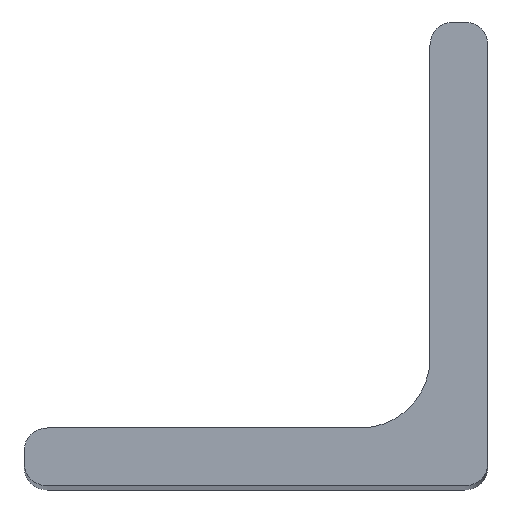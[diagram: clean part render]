
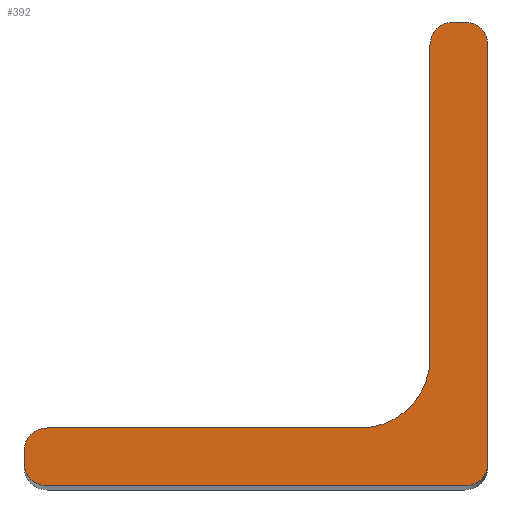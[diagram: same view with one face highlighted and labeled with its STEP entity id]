
A CAD part, top view. The second image highlights one B-rep face of the part: STEP entity #392.
In plain terms, the highlighted planar face has unit normal (0, 0, 1).
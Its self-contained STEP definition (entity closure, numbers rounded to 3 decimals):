
#84=CIRCLE('',#428,2.);
#85=CIRCLE('',#429,2.);
#86=CIRCLE('',#430,2.);
#87=CIRCLE('',#431,6.);
#88=CIRCLE('',#432,2.);
#89=CIRCLE('',#433,2.);
#128=ORIENTED_EDGE('',*,*,#194,.F.);
#129=ORIENTED_EDGE('',*,*,#224,.T.);
#130=ORIENTED_EDGE('',*,*,#220,.F.);
#131=ORIENTED_EDGE('',*,*,#225,.T.);
#132=ORIENTED_EDGE('',*,*,#212,.F.);
#133=ORIENTED_EDGE('',*,*,#226,.T.);
#134=ORIENTED_EDGE('',*,*,#208,.F.);
#135=ORIENTED_EDGE('',*,*,#227,.T.);
#136=ORIENTED_EDGE('',*,*,#202,.F.);
#137=ORIENTED_EDGE('',*,*,#228,.T.);
#138=ORIENTED_EDGE('',*,*,#196,.F.);
#139=ORIENTED_EDGE('',*,*,#229,.T.);
#194=EDGE_CURVE('',#242,#243,#274,.T.);
#196=EDGE_CURVE('',#244,#245,#276,.T.);
#202=EDGE_CURVE('',#250,#251,#282,.T.);
#208=EDGE_CURVE('',#256,#257,#286,.T.);
#212=EDGE_CURVE('',#260,#261,#290,.T.);
#220=EDGE_CURVE('',#268,#269,#296,.T.);
#224=EDGE_CURVE('',#242,#269,#84,.F.);
#225=EDGE_CURVE('',#268,#261,#85,.F.);
#226=EDGE_CURVE('',#260,#257,#86,.F.);
#227=EDGE_CURVE('',#256,#251,#87,.T.);
#228=EDGE_CURVE('',#250,#245,#88,.F.);
#229=EDGE_CURVE('',#244,#243,#89,.F.);
#242=VERTEX_POINT('',#607);
#243=VERTEX_POINT('',#609);
#244=VERTEX_POINT('',#613);
#245=VERTEX_POINT('',#614);
#250=VERTEX_POINT('',#625);
#251=VERTEX_POINT('',#627);
#256=VERTEX_POINT('',#639);
#257=VERTEX_POINT('',#640);
#260=VERTEX_POINT('',#648);
#261=VERTEX_POINT('',#649);
#268=VERTEX_POINT('',#665);
#269=VERTEX_POINT('',#666);
#274=LINE('',#608,#306);
#276=LINE('',#612,#308);
#282=LINE('',#626,#314);
#286=LINE('',#638,#318);
#290=LINE('',#647,#322);
#296=LINE('',#664,#328);
#306=VECTOR('',#473,1000.);
#308=VECTOR('',#477,1000.);
#314=VECTOR('',#485,1000.);
#318=VECTOR('',#495,1000.);
#322=VECTOR('',#501,1000.);
#328=VECTOR('',#513,1000.);
#344=EDGE_LOOP('',(#128,#129,#130,#131,#132,#133,#134,#135,#136,#137,#138,
#139));
#364=FACE_BOUND('',#344,.T.);
#382=PLANE('',#427);
#392=ADVANCED_FACE('',(#364),#382,.F.);
#427=AXIS2_PLACEMENT_3D('',#672,#517,#518);
#428=AXIS2_PLACEMENT_3D('',#673,#519,#520);
#429=AXIS2_PLACEMENT_3D('',#674,#521,#522);
#430=AXIS2_PLACEMENT_3D('',#675,#523,#524);
#431=AXIS2_PLACEMENT_3D('',#676,#525,#526);
#432=AXIS2_PLACEMENT_3D('',#677,#527,#528);
#433=AXIS2_PLACEMENT_3D('',#678,#529,#530);
#473=DIRECTION('',(-1.,0.,0.));
#477=DIRECTION('',(0.,1.,0.));
#485=DIRECTION('',(1.,0.,0.));
#495=DIRECTION('',(0.,1.,0.));
#501=DIRECTION('',(1.,0.,0.));
#513=DIRECTION('',(0.,-1.,0.));
#517=DIRECTION('',(0.,0.,-1.));
#518=DIRECTION('',(-1.,0.,0.));
#519=DIRECTION('',(0.,0.,-1.));
#520=DIRECTION('',(-1.,0.,0.));
#521=DIRECTION('',(0.,0.,-1.));
#522=DIRECTION('',(-1.,0.,0.));
#523=DIRECTION('',(0.,0.,-1.));
#524=DIRECTION('',(-1.,0.,0.));
#525=DIRECTION('',(0.,0.,-1.));
#526=DIRECTION('',(-1.,0.,0.));
#527=DIRECTION('',(0.,0.,-1.));
#528=DIRECTION('',(-1.,0.,0.));
#529=DIRECTION('',(0.,0.,-1.));
#530=DIRECTION('',(-1.,0.,0.));
#607=CARTESIAN_POINT('',(-2.,0.,200.));
#608=CARTESIAN_POINT('',(0.,0.,200.));
#609=CARTESIAN_POINT('',(-38.,0.,200.));
#612=CARTESIAN_POINT('',(-40.,0.,200.));
#613=CARTESIAN_POINT('',(-40.,2.,200.));
#614=CARTESIAN_POINT('',(-40.,3.,200.));
#625=CARTESIAN_POINT('',(-38.,5.,200.));
#626=CARTESIAN_POINT('',(-40.,5.,200.));
#627=CARTESIAN_POINT('',(-11.,5.,200.));
#638=CARTESIAN_POINT('',(-5.,5.,200.));
#639=CARTESIAN_POINT('',(-5.,11.,200.));
#640=CARTESIAN_POINT('',(-5.,38.,200.));
#647=CARTESIAN_POINT('',(-5.,40.,200.));
#648=CARTESIAN_POINT('',(-3.,40.,200.));
#649=CARTESIAN_POINT('',(-2.,40.,200.));
#664=CARTESIAN_POINT('',(0.,40.,200.));
#665=CARTESIAN_POINT('',(0.,38.,200.));
#666=CARTESIAN_POINT('',(0.,2.,200.));
#672=CARTESIAN_POINT('',(0.,0.,200.));
#673=CARTESIAN_POINT('',(-2.,2.,200.));
#674=CARTESIAN_POINT('',(-2.,38.,200.));
#675=CARTESIAN_POINT('',(-3.,38.,200.));
#676=CARTESIAN_POINT('',(-11.,11.,200.));
#677=CARTESIAN_POINT('',(-38.,3.,200.));
#678=CARTESIAN_POINT('',(-38.,2.,200.));
